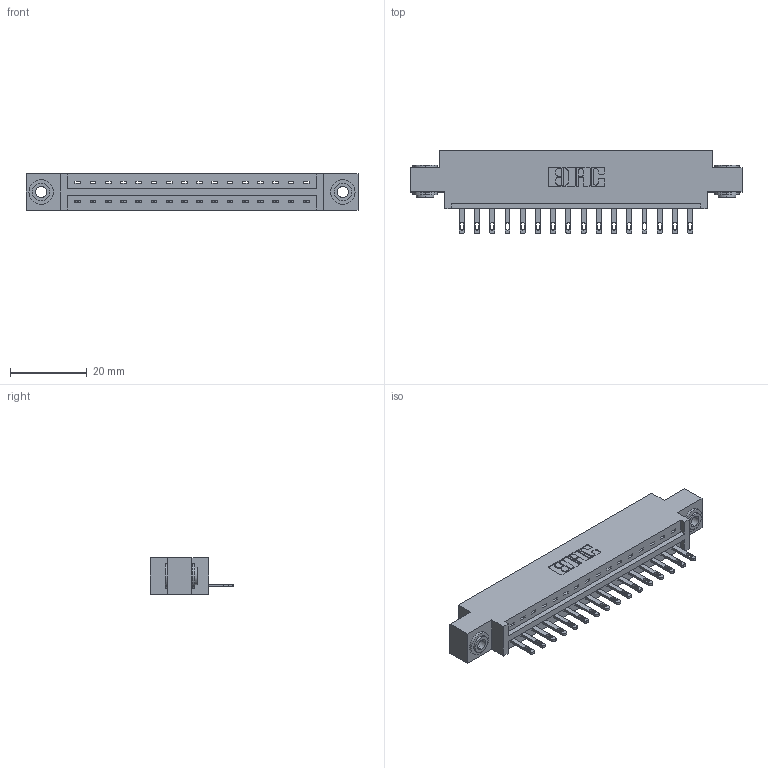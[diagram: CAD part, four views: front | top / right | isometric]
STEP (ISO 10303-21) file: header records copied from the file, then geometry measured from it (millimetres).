
FILE_DESCRIPTION (( 'STEP AP203' ), '1' );
FILE_NAME ('887-016-500-603.STEP', '2020-09-20T17:17:27', ( '' ), ( '' ), 'SwSTEP 2.0', 'SolidWorks 2020', '' );
FILE_SCHEMA (( 'CONFIG_CONTROL_DESIGN' ));
Length unit declared in the file: inch
Products named in the file (4): 345-292-001_345-293-100; 345-250-002_345-250-002-102; 887-016-500-603; 837 Part_0.170 Offset - 0.156 Dia-TH
Assembly tree (19 placements, depth 2):
  887-016-500-603
    837 Part_0.170 Offset - 0.156 Dia-TH
    345-292-001_345-293-100  x16
    345-250-002_345-250-002-102  x2
Bounding box: 86.41 x 21.85 x 9.4 mm (x, y, z)
Volume: 8567.4 mm3; surface area: 9075.3 mm2
Topology: 19 solids, 19 shells, 1084 faces, 3279 edges, 2182 vertices
Faces by surface type: plane 724, cylinder 352, cone 8
Entity records: 15968 total; most frequent: CARTESIAN_POINT 2757, ORIENTED_EDGE 2702, DIRECTION 2409, EDGE_CURVE 1351, LINE 1195, VECTOR 1195, VERTEX_POINT 898, AXIS2_PLACEMENT_3D 607
